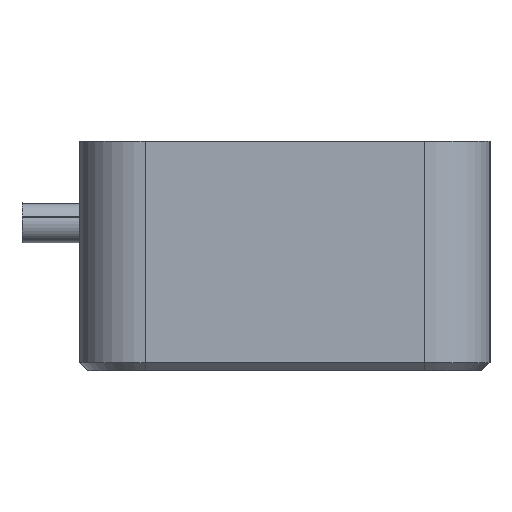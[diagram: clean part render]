
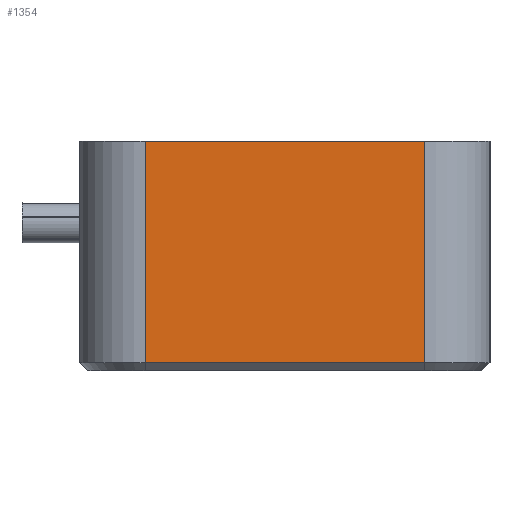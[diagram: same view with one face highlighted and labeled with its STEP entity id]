
A CAD part, left-side view. The second image highlights one B-rep face of the part: STEP entity #1354.
In plain terms, the highlighted planar face has unit normal (-1, 0, 0).
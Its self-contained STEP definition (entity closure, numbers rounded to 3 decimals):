
#205=FACE_OUTER_BOUND('',#287,.T.);
#287=EDGE_LOOP('',(#1130,#1131,#1132,#1133));
#356=LINE('',#2112,#472);
#403=LINE('',#2239,#519);
#408=LINE('',#2254,#524);
#412=LINE('',#2264,#528);
#472=VECTOR('',#1663,10.);
#519=VECTOR('',#1798,10.);
#524=VECTOR('',#1819,10.);
#528=VECTOR('',#1835,10.);
#590=VERTEX_POINT('',#2109);
#591=VERTEX_POINT('',#2111);
#625=VERTEX_POINT('',#2231);
#627=VERTEX_POINT('',#2237);
#730=EDGE_CURVE('',#590,#591,#356,.T.);
#793=EDGE_CURVE('',#627,#625,#403,.T.);
#802=EDGE_CURVE('',#591,#627,#408,.T.);
#806=EDGE_CURVE('',#625,#590,#412,.T.);
#1130=ORIENTED_EDGE('',*,*,#793,.F.);
#1131=ORIENTED_EDGE('',*,*,#802,.F.);
#1132=ORIENTED_EDGE('',*,*,#730,.F.);
#1133=ORIENTED_EDGE('',*,*,#806,.F.);
#1294=PLANE('',#1478);
#1354=ADVANCED_FACE('',(#205),#1294,.T.);
#1478=AXIS2_PLACEMENT_3D('',#2263,#1833,#1834);
#1663=DIRECTION('',(0.,-1.,0.));
#1798=DIRECTION('',(0.,1.,0.));
#1819=DIRECTION('',(0.,0.,-1.));
#1833=DIRECTION('center_axis',(-1.,0.,0.));
#1834=DIRECTION('ref_axis',(0.,-1.,0.));
#1835=DIRECTION('',(0.,0.,1.));
#2109=CARTESIAN_POINT('',(0.,42.,28.));
#2111=CARTESIAN_POINT('',(0.,8.,28.));
#2112=CARTESIAN_POINT('',(0.,50.,28.));
#2231=CARTESIAN_POINT('',(0.,42.,1.));
#2237=CARTESIAN_POINT('',(0.,8.,1.));
#2239=CARTESIAN_POINT('',(0.,37.5,1.));
#2254=CARTESIAN_POINT('',(0.,8.,0.));
#2263=CARTESIAN_POINT('Origin',(0.,50.,0.));
#2264=CARTESIAN_POINT('',(0.,42.,0.));
